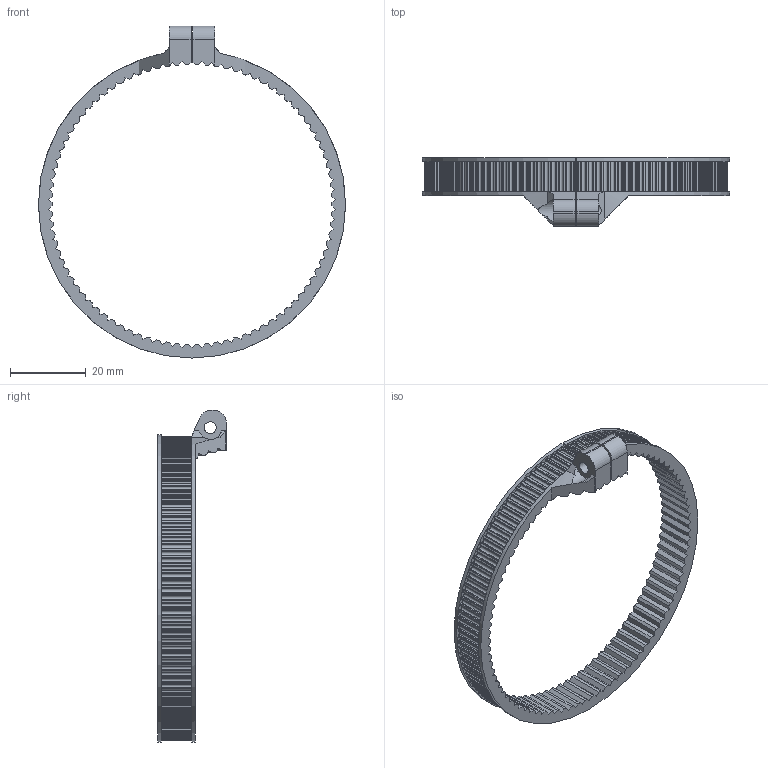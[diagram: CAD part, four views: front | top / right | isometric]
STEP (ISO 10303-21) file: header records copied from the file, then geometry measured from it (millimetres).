
FILE_DESCRIPTION(/* description */ (''),/* implementation_level */ '2;1');
FILE_NAME(/* name */ 'Focus Ring Grip v7.step',/* time_stamp */ '2023-11-11T19:56:11-05:00',/* author */ (''),/* organization */ (''),/* preprocessor_version */ 'ST-DEVELOPER v20',/* originating_system */ 'Autodesk Translation Framework v12.14.0.127',/* authorisation */ '');
FILE_SCHEMA (('AUTOMOTIVE_DESIGN { 1 0 10303 214 3 1 1 }'));
Length unit declared in the file: millimetre
Products named in the file (1): Focus Ring Grip
Bounding box: 81.34 x 18.2 x 87.92 mm (x, y, z)
Volume: 7288.4 mm3; surface area: 9277.7 mm2
Topology: 1 solids, 1 shells, 1064 faces, 3187 edges, 2124 vertices
Faces by surface type: cylinder 864, plane 200
Full cylindrical faces by diameter (mm): 3.2 x1, 4.2 x1
Entity records: 36865 total; most frequent: DIRECTION 7050, CARTESIAN_POINT 6394, ORIENTED_EDGE 6374, EDGE_CURVE 3187, AXIS2_PLACEMENT_3D 2800, VERTEX_POINT 2124, CIRCLE 1720, LINE 1450
